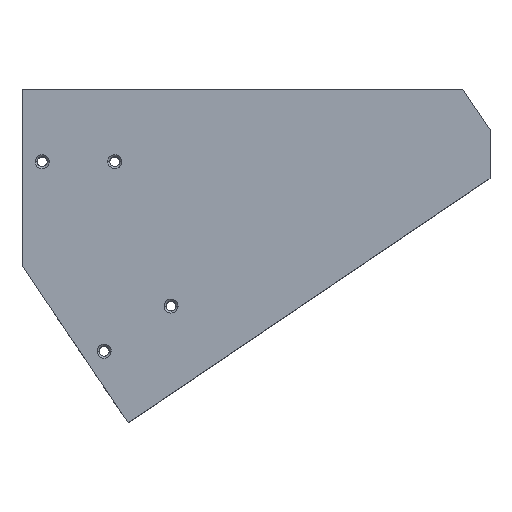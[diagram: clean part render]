
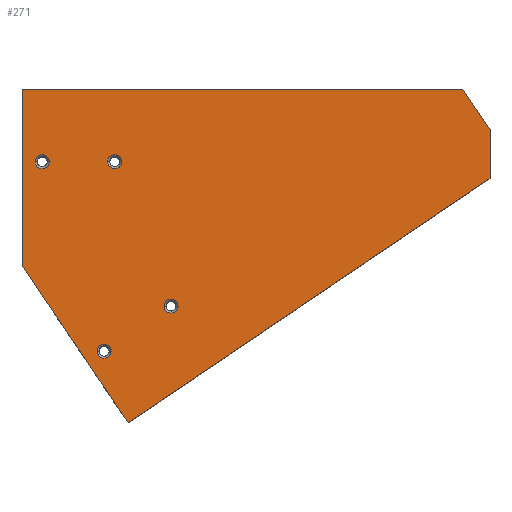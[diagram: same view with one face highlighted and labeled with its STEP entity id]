
A CAD part, top view. The second image highlights one B-rep face of the part: STEP entity #271.
In plain terms, the highlighted planar face has unit normal (0, 0, 1).
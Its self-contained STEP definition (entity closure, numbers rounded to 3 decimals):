
#36=CARTESIAN_POINT('Axis2P3D Location',(5.,0.,47.)) ;
#40=CARTESIAN_POINT('Vertex',(6.73,0.,47.)) ;
#42=CARTESIAN_POINT('Vertex',(3.271,0.,47.)) ;
#71=CARTESIAN_POINT('Axis2P3D Location',(5.,0.,47.)) ;
#125=CARTESIAN_POINT('Axis2P3D Location',(0.,0.,47.)) ;
#130=CARTESIAN_POINT('Line Origine',(58.,18.,47.)) ;
#134=CARTESIAN_POINT('Vertex',(0.,18.,47.)) ;
#136=CARTESIAN_POINT('Vertex',(109.221,18.,47.)) ;
#139=CARTESIAN_POINT('Line Origine',(0.,-23.345,47.)) ;
#143=CARTESIAN_POINT('Vertex',(0.,-25.727,47.)) ;
#147=CARTESIAN_POINT('Control Point',(26.281,-64.691,47.)) ;
#148=CARTESIAN_POINT('Control Point',(0.,-25.727,47.)) ;
#149=CARTESIAN_POINT('Vertex',(26.281,-64.691,47.)) ;
#153=CARTESIAN_POINT('Control Point',(116.,-4.175,47.)) ;
#154=CARTESIAN_POINT('Control Point',(26.281,-64.691,47.)) ;
#155=CARTESIAN_POINT('Vertex',(116.,-4.175,47.)) ;
#158=CARTESIAN_POINT('Line Origine',(116.,-23.345,47.)) ;
#162=CARTESIAN_POINT('Vertex',(116.,7.949,47.)) ;
#166=CARTESIAN_POINT('Control Point',(116.,7.949,47.)) ;
#167=CARTESIAN_POINT('Control Point',(109.221,18.,47.)) ;
#182=CARTESIAN_POINT('Control Point',(24.73,0.,47.)) ;
#183=CARTESIAN_POINT('Control Point',(24.73,0.543,47.)) ;
#184=CARTESIAN_POINT('Control Point',(24.516,1.087,47.)) ;
#185=CARTESIAN_POINT('Control Point',(24.087,1.516,47.)) ;
#186=CARTESIAN_POINT('Control Point',(23.,1.943,47.)) ;
#187=CARTESIAN_POINT('Control Point',(21.913,1.516,47.)) ;
#188=CARTESIAN_POINT('Control Point',(21.484,1.087,47.)) ;
#189=CARTESIAN_POINT('Control Point',(21.271,0.543,47.)) ;
#190=CARTESIAN_POINT('Control Point',(21.271,0.,47.)) ;
#191=CARTESIAN_POINT('Vertex',(24.73,0.,47.)) ;
#193=CARTESIAN_POINT('Vertex',(21.271,0.,47.)) ;
#197=CARTESIAN_POINT('Control Point',(21.271,0.,47.)) ;
#198=CARTESIAN_POINT('Control Point',(21.271,-0.543,47.)) ;
#199=CARTESIAN_POINT('Control Point',(21.484,-1.087,47.)) ;
#200=CARTESIAN_POINT('Control Point',(21.913,-1.516,47.)) ;
#201=CARTESIAN_POINT('Control Point',(23.,-1.943,47.)) ;
#202=CARTESIAN_POINT('Control Point',(24.087,-1.516,47.)) ;
#203=CARTESIAN_POINT('Control Point',(24.516,-1.087,47.)) ;
#204=CARTESIAN_POINT('Control Point',(24.73,-0.543,47.)) ;
#205=CARTESIAN_POINT('Control Point',(24.73,0.,47.)) ;
#212=CARTESIAN_POINT('Control Point',(22.09,-46.972,47.)) ;
#213=CARTESIAN_POINT('Control Point',(22.09,-46.429,47.)) ;
#214=CARTESIAN_POINT('Control Point',(21.877,-45.886,47.)) ;
#215=CARTESIAN_POINT('Control Point',(21.448,-45.456,47.)) ;
#216=CARTESIAN_POINT('Control Point',(20.361,-45.029,47.)) ;
#217=CARTESIAN_POINT('Control Point',(19.274,-45.456,47.)) ;
#218=CARTESIAN_POINT('Control Point',(18.845,-45.886,47.)) ;
#219=CARTESIAN_POINT('Control Point',(18.631,-46.429,47.)) ;
#220=CARTESIAN_POINT('Control Point',(18.631,-46.972,47.)) ;
#221=CARTESIAN_POINT('Vertex',(22.09,-46.972,47.)) ;
#223=CARTESIAN_POINT('Vertex',(18.631,-46.972,47.)) ;
#227=CARTESIAN_POINT('Control Point',(18.631,-46.972,47.)) ;
#228=CARTESIAN_POINT('Control Point',(18.631,-47.516,47.)) ;
#229=CARTESIAN_POINT('Control Point',(18.845,-48.059,47.)) ;
#230=CARTESIAN_POINT('Control Point',(19.274,-48.488,47.)) ;
#231=CARTESIAN_POINT('Control Point',(20.361,-48.915,47.)) ;
#232=CARTESIAN_POINT('Control Point',(21.448,-48.488,47.)) ;
#233=CARTESIAN_POINT('Control Point',(21.877,-48.059,47.)) ;
#234=CARTESIAN_POINT('Control Point',(22.09,-47.516,47.)) ;
#235=CARTESIAN_POINT('Control Point',(22.09,-46.972,47.)) ;
#242=CARTESIAN_POINT('Control Point',(38.671,-35.788,47.)) ;
#243=CARTESIAN_POINT('Control Point',(38.671,-35.245,47.)) ;
#244=CARTESIAN_POINT('Control Point',(38.458,-34.702,47.)) ;
#245=CARTESIAN_POINT('Control Point',(38.028,-34.272,47.)) ;
#246=CARTESIAN_POINT('Control Point',(36.942,-33.845,47.)) ;
#247=CARTESIAN_POINT('Control Point',(35.855,-34.272,47.)) ;
#248=CARTESIAN_POINT('Control Point',(35.425,-34.702,47.)) ;
#249=CARTESIAN_POINT('Control Point',(35.212,-35.245,47.)) ;
#250=CARTESIAN_POINT('Control Point',(35.212,-35.788,47.)) ;
#251=CARTESIAN_POINT('Vertex',(38.671,-35.788,47.)) ;
#253=CARTESIAN_POINT('Vertex',(35.212,-35.788,47.)) ;
#257=CARTESIAN_POINT('Control Point',(35.212,-35.788,47.)) ;
#258=CARTESIAN_POINT('Control Point',(35.212,-36.332,47.)) ;
#259=CARTESIAN_POINT('Control Point',(35.425,-36.875,47.)) ;
#260=CARTESIAN_POINT('Control Point',(35.855,-37.304,47.)) ;
#261=CARTESIAN_POINT('Control Point',(36.942,-37.731,47.)) ;
#262=CARTESIAN_POINT('Control Point',(38.028,-37.304,47.)) ;
#263=CARTESIAN_POINT('Control Point',(38.458,-36.875,47.)) ;
#264=CARTESIAN_POINT('Control Point',(38.671,-36.332,47.)) ;
#265=CARTESIAN_POINT('Control Point',(38.671,-35.788,47.)) ;
#132=VECTOR('Line Direction',#131,1.) ;
#141=VECTOR('Line Direction',#140,1.) ;
#160=VECTOR('Line Direction',#159,1.) ;
#37=DIRECTION('Axis2P3D Direction',(0.,0.,1.)) ;
#72=DIRECTION('Axis2P3D Direction',(0.,0.,1.)) ;
#126=DIRECTION('Axis2P3D Direction',(0.,0.,1.)) ;
#127=DIRECTION('Axis2P3D XDirection',(1.,0.,0.)) ;
#131=DIRECTION('Vector Direction',(1.,0.,0.)) ;
#140=DIRECTION('Vector Direction',(0.,1.,0.)) ;
#159=DIRECTION('Vector Direction',(0.,1.,0.)) ;
#38=AXIS2_PLACEMENT_3D('Circle Axis2P3D',#36,#37,$) ;
#73=AXIS2_PLACEMENT_3D('Circle Axis2P3D',#71,#72,$) ;
#128=AXIS2_PLACEMENT_3D('Plane Axis2P3D',#125,#126,#127) ;
#133=LINE('Line',#130,#132) ;
#142=LINE('Line',#139,#141) ;
#161=LINE('Line',#158,#160) ;
#39=CIRCLE('generated circle',#38,1.73) ;
#74=CIRCLE('generated circle',#73,1.73) ;
#129=PLANE('',#128) ;
#180=FACE_BOUND('',#177,.T.) ;
#210=FACE_BOUND('',#207,.T.) ;
#240=FACE_BOUND('',#237,.T.) ;
#270=FACE_BOUND('',#267,.T.) ;
#44=EDGE_CURVE('',#41,#43,#39,.T.) ;
#75=EDGE_CURVE('',#43,#41,#74,.T.) ;
#138=EDGE_CURVE('',#135,#137,#133,.T.) ;
#145=EDGE_CURVE('',#144,#135,#142,.T.) ;
#151=EDGE_CURVE('',#150,#144,#146,.T.) ;
#157=EDGE_CURVE('',#156,#150,#152,.T.) ;
#164=EDGE_CURVE('',#163,#156,#161,.F.) ;
#168=EDGE_CURVE('',#163,#137,#165,.T.) ;
#195=EDGE_CURVE('',#192,#194,#181,.T.) ;
#206=EDGE_CURVE('',#194,#192,#196,.T.) ;
#225=EDGE_CURVE('',#222,#224,#211,.T.) ;
#236=EDGE_CURVE('',#224,#222,#226,.T.) ;
#255=EDGE_CURVE('',#252,#254,#241,.T.) ;
#266=EDGE_CURVE('',#254,#252,#256,.T.) ;
#169=EDGE_LOOP('',(#170,#171,#172,#173,#174,#175)) ;
#177=EDGE_LOOP('',(#178,#179)) ;
#207=EDGE_LOOP('',(#208,#209)) ;
#237=EDGE_LOOP('',(#238,#239)) ;
#267=EDGE_LOOP('',(#268,#269)) ;
#170=ORIENTED_EDGE('',*,*,#138,.F.) ;
#171=ORIENTED_EDGE('',*,*,#145,.F.) ;
#172=ORIENTED_EDGE('',*,*,#151,.F.) ;
#173=ORIENTED_EDGE('',*,*,#157,.F.) ;
#174=ORIENTED_EDGE('',*,*,#164,.F.) ;
#175=ORIENTED_EDGE('',*,*,#168,.T.) ;
#178=ORIENTED_EDGE('',*,*,#75,.F.) ;
#179=ORIENTED_EDGE('',*,*,#44,.F.) ;
#208=ORIENTED_EDGE('',*,*,#195,.F.) ;
#209=ORIENTED_EDGE('',*,*,#206,.F.) ;
#238=ORIENTED_EDGE('',*,*,#225,.F.) ;
#239=ORIENTED_EDGE('',*,*,#236,.F.) ;
#268=ORIENTED_EDGE('',*,*,#255,.F.) ;
#269=ORIENTED_EDGE('',*,*,#266,.F.) ;
#41=VERTEX_POINT('',#40) ;
#43=VERTEX_POINT('',#42) ;
#135=VERTEX_POINT('',#134) ;
#137=VERTEX_POINT('',#136) ;
#144=VERTEX_POINT('',#143) ;
#150=VERTEX_POINT('',#149) ;
#156=VERTEX_POINT('',#155) ;
#163=VERTEX_POINT('',#162) ;
#192=VERTEX_POINT('',#191) ;
#194=VERTEX_POINT('',#193) ;
#222=VERTEX_POINT('',#221) ;
#224=VERTEX_POINT('',#223) ;
#252=VERTEX_POINT('',#251) ;
#254=VERTEX_POINT('',#253) ;
#271=ADVANCED_FACE('Corps principal',(#176,#180,#210,#240,#270),#129,.T.) ;
#146=B_SPLINE_CURVE_WITH_KNOTS('',1,(#147,#148),.UNSPECIFIED.,.F.,.U.,(2,2),(-23.499,23.499),.UNSPECIFIED.) ;
#152=B_SPLINE_CURVE_WITH_KNOTS('',1,(#153,#154),.UNSPECIFIED.,.F.,.U.,(2,2),(-54.11,54.11),.UNSPECIFIED.) ;
#165=B_SPLINE_CURVE_WITH_KNOTS('',1,(#166,#167),.UNSPECIFIED.,.F.,.U.,(2,2),(-6.062,6.062),.UNSPECIFIED.) ;
#181=B_SPLINE_CURVE_WITH_KNOTS('',5,(#182,#183,#184,#185,#186,#187,#188,#189,#190),.UNSPECIFIED.,.F.,.U.,(6,3,6),(0.,2.717,5.433),.UNSPECIFIED.) ;
#196=B_SPLINE_CURVE_WITH_KNOTS('',5,(#197,#198,#199,#200,#201,#202,#203,#204,#205),.UNSPECIFIED.,.F.,.U.,(6,3,6),(5.433,8.15,10.867),.UNSPECIFIED.) ;
#211=B_SPLINE_CURVE_WITH_KNOTS('',5,(#212,#213,#214,#215,#216,#217,#218,#219,#220),.UNSPECIFIED.,.F.,.U.,(6,3,6),(0.,2.717,5.433),.UNSPECIFIED.) ;
#226=B_SPLINE_CURVE_WITH_KNOTS('',5,(#227,#228,#229,#230,#231,#232,#233,#234,#235),.UNSPECIFIED.,.F.,.U.,(6,3,6),(5.433,8.15,10.867),.UNSPECIFIED.) ;
#241=B_SPLINE_CURVE_WITH_KNOTS('',5,(#242,#243,#244,#245,#246,#247,#248,#249,#250),.UNSPECIFIED.,.F.,.U.,(6,3,6),(0.,2.717,5.433),.UNSPECIFIED.) ;
#256=B_SPLINE_CURVE_WITH_KNOTS('',5,(#257,#258,#259,#260,#261,#262,#263,#264,#265),.UNSPECIFIED.,.F.,.U.,(6,3,6),(5.433,8.15,10.867),.UNSPECIFIED.) ;
#176=FACE_OUTER_BOUND('',#169,.T.) ;
